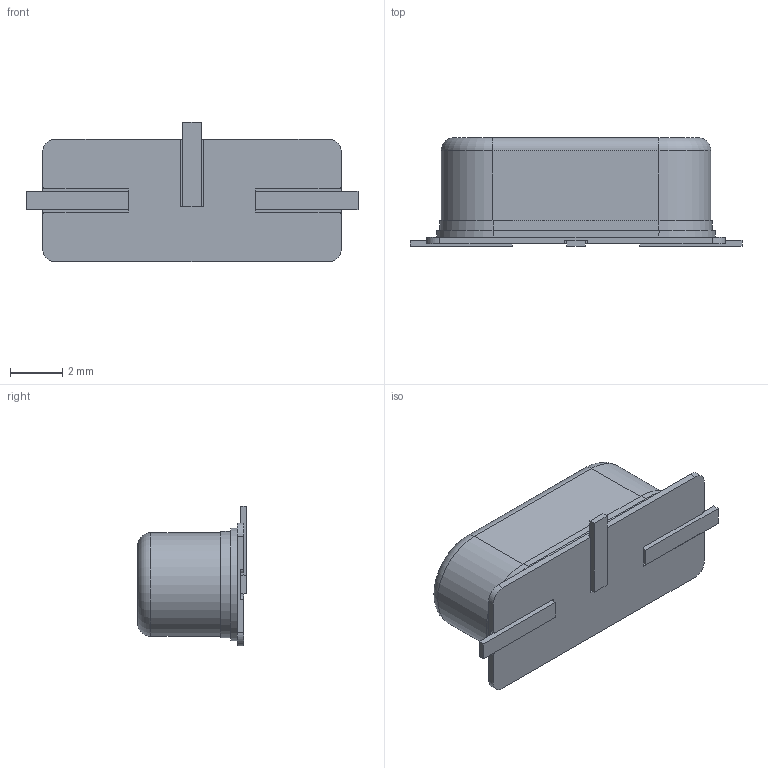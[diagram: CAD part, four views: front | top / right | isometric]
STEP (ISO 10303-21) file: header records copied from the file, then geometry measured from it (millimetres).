
FILE_DESCRIPTION (( 'STEP AP214' ), '1' );
FILE_NAME ('ABLSG.STEP', '2013-08-06T09:44:31', ( '' ), ( '' ), 'SwSTEP 2.0', 'SolidWorks 2012', '' );
FILE_SCHEMA (( 'AUTOMOTIVE_DESIGN' ));
Length unit declared in the file: inch
Products named in the file (1): ABLSG
Bounding box: 12.7 x 4.17 x 5.35 mm (x, y, z)
Volume: 157.5 mm3; surface area: 216.1 mm2
Topology: 1 solids, 1 shells, 146 faces, 383 edges, 250 vertices
Faces by surface type: plane 93, bspline 35, cylinder 16, torus 2
Entity records: 7267 total; most frequent: CARTESIAN_POINT 2903, ORIENTED_EDGE 766, DIRECTION 571, EDGE_CURVE 383, LINE 279, VECTOR 279, VERTEX_POINT 250, EDGE_LOOP 157
